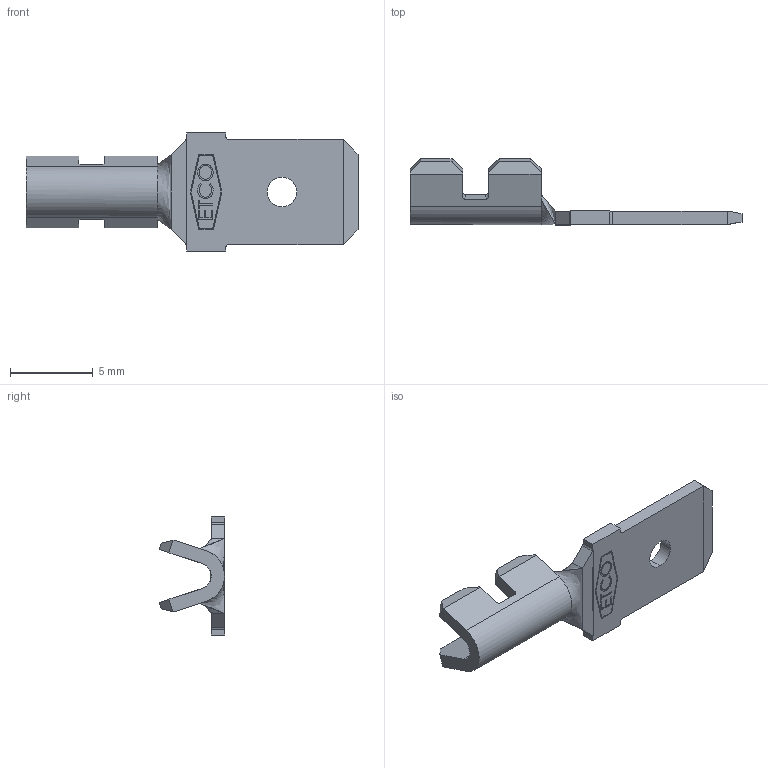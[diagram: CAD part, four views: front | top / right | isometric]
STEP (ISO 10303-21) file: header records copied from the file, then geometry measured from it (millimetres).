
FILE_DESCRIPTION (( 'STEP AP203' ), '1' );
FILE_NAME ('08093.STEP', '2015-01-29T13:59:40', ( '' ), ( '' ), 'SwSTEP 2.0', 'SolidWorks 2014', '' );
FILE_SCHEMA (( 'CONFIG_CONTROL_DESIGN' ));
Length unit declared in the file: inch
Products named in the file (1): 08093
Bounding box: 20.07 x 3.99 x 7.14 mm (x, y, z)
Volume: 104.1 mm3; surface area: 320.8 mm2
Topology: 1 solids, 1 shells, 160 faces, 419 edges, 268 vertices
Faces by surface type: plane 113, bspline 23, cylinder 18, cone 6
Entity records: 6282 total; most frequent: CARTESIAN_POINT 2393, ORIENTED_EDGE 838, DIRECTION 691, EDGE_CURVE 419, VECTOR 339, LINE 339, VERTEX_POINT 268, AXIS2_PLACEMENT_3D 176
